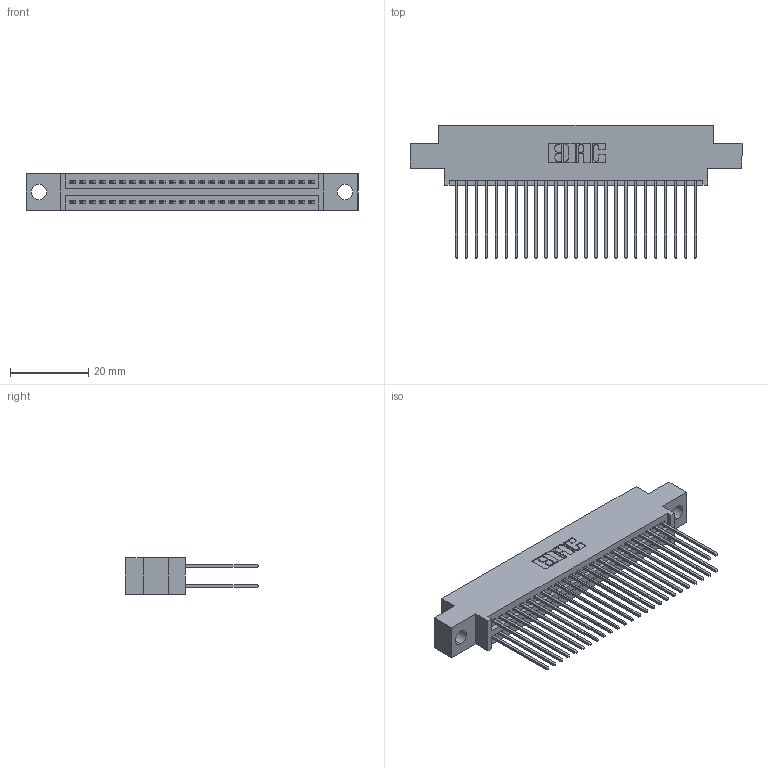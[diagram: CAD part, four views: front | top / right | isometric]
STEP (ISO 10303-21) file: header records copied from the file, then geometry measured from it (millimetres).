
FILE_DESCRIPTION (( 'STEP AP203' ), '1' );
FILE_NAME ('395-050-541-804.STEP', '2018-11-20T08:25:28', ( '' ), ( '' ), 'SwSTEP 2.0', 'SolidWorks 2016', '' );
FILE_SCHEMA (( 'CONFIG_CONTROL_DESIGN' ));
Length unit declared in the file: inch
Products named in the file (3): 345-292-001_345-293-141; 345 Part_0.170 Offset - 0.156 Dia-TH; 395-050-541-804
Assembly tree (51 placements, depth 2):
  395-050-541-804
    345 Part_0.170 Offset - 0.156 Dia-TH
    345-292-001_345-293-141  x50
Bounding box: 84.71 x 33.96 x 9.4 mm (x, y, z)
Volume: 8156.5 mm3; surface area: 13034.6 mm2
Topology: 51 solids, 51 shells, 2630 faces, 7803 edges, 5134 vertices
Faces by surface type: plane 1734, cylinder 896
Entity records: 22057 total; most frequent: CARTESIAN_POINT 3716, ORIENTED_EDGE 3650, DIRECTION 3297, EDGE_CURVE 1825, VECTOR 1593, LINE 1593, VERTEX_POINT 1214, AXIS2_PLACEMENT_3D 852
